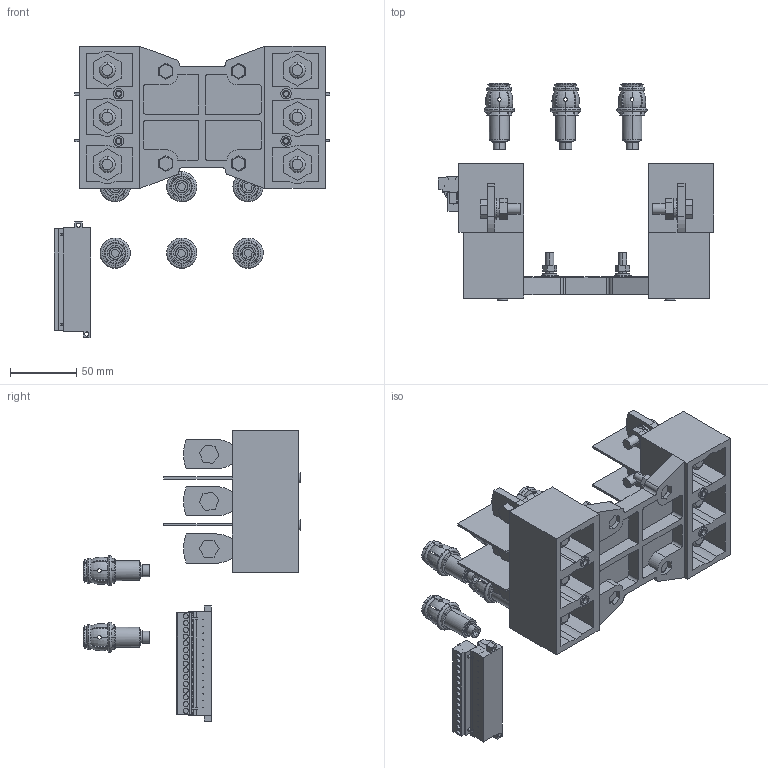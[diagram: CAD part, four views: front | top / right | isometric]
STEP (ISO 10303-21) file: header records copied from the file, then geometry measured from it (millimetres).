
FILE_DESCRIPTION (( 'STEP AP203' ), '1' );
FILE_NAME ('mccb99m-250-pin-3r.ÃÌ Ïàíåëü âòû÷íàÿ äëÿ ÂÀ-99Ì 250 çàäíåãî ïðèñîåäèíåíèÿ EKF.STEP', '2024-12-26T09:53:49', ( '' ), ( '' ), 'SwSTEP 2.0', 'SolidWorks 2021', '' );
FILE_SCHEMA (( 'CONFIG_CONTROL_DESIGN' ));
Length unit declared in the file: millimetre
Products named in the file (8): mccb99m-250-pin-3r.ÃÌ Ïàíåëü âòû÷íàÿ äëÿ ÂÀ-99Ì 250 çàäíåãî ïðèñîåäèíåíèÿ EKF; Êîïèÿ Äîï2^mccb99m-250-pin-3r.ÃÌ Ïàíåëü âòû÷íàÿ äëÿ ÂÀ-99Ì 250 çàäíåãî ïðèñîåäèíåíèÿ EKF; Êîïèÿ 58105^Êîïèÿ Äîï2_mccb99m-250-pin-3r.ÃÌ Ïàíåëü âòû÷íàÿ äëÿ ÂÀ-99Ì 250 çàäíåãî ïðèñîåäèíåíèÿ EKF; Êîïèÿ mvstbu_2.5-15-gb-5.08.stp^Êîïèÿ 38079.stp_Êîïèÿ 38079_Êîïèÿ Äîï2_mccb99m-250-pin-3r.ÃÌ Ïàíåëü âòû÷íàÿ äëÿ ÂÀ-99Ì 250 çàäíåãî ïðèñîåäèíåíèÿ EKF; Êîïèÿ 38079^Êîïèÿ Äîï2_mccb99m-250-pin-3r.ÃÌ Ïàíåëü âòû÷íàÿ äëÿ ÂÀ-99Ì 250 çàäíåãî ïðèñîåäèíåíèÿ EKF; Êîïèÿ Äîï1^mccb99m-250-pin-3r.ÃÌ Ïàíåëü âòû÷íàÿ äëÿ ÂÀ-99Ì 250 çàäíåãî ïðèñîåäèíåíèÿ EKF_00; Êîïèÿ mccb99m-250-pin-3r.ÃÌ Ïàíåëü âòû÷íàÿ äëÿ ÂÀ-99Ì 250 çàäíåãî ïðèñîåäèíåíèÿ EKF^mccb99m-250-pin-3r.ÃÌ Ïàíåëü âòû÷íàÿ äëÿ ÂÀ-99Ì 250 çàäíåãî ïðèñîåäèíåíèÿ EKF_00; Êîïèÿ 38079.stp^Êîïèÿ 38079_Êîïèÿ Äîï2_mccb99m-250-pin-3r.ÃÌ Ïàíåëü âòû÷íàÿ äëÿ ÂÀ-99Ì 250 çàäíåãî ïðèñîåäèíåíèÿ EKF
Assembly tree (12 placements, depth 5):
  mccb99m-250-pin-3r.ÃÌ Ïàíåëü âòû÷íàÿ äëÿ ÂÀ-99Ì 250 çàäíåãî ïðèñîåäèíåíèÿ EKF
    Êîïèÿ mccb99m-250-pin-3r.ÃÌ Ïàíåëü âòû÷íàÿ äëÿ ÂÀ-99Ì 250 çàäíåãî ïðèñîåäèíåíèÿ EKF^mccb99m-250-pin-3r.ÃÌ Ïàíåëü âòû÷íàÿ äëÿ ÂÀ-99Ì 250 çàäíåãî ïðèñîåäèíåíèÿ EKF_00
    Êîïèÿ Äîï2^mccb99m-250-pin-3r.ÃÌ Ïàíåëü âòû÷íàÿ äëÿ ÂÀ-99Ì 250 çàäíåãî ïðèñîåäèíåíèÿ EKF
      Êîïèÿ 58105^Êîïèÿ Äîï2_mccb99m-250-pin-3r.ÃÌ Ïàíåëü âòû÷íàÿ äëÿ ÂÀ-99Ì 250 çàäíåãî ïðèñîåäèíåíèÿ EKF
      Êîïèÿ 38079^Êîïèÿ Äîï2_mccb99m-250-pin-3r.ÃÌ Ïàíåëü âòû÷íàÿ äëÿ ÂÀ-99Ì 250 çàäíåãî ïðèñîåäèíåíèÿ EKF
        Êîïèÿ 38079.stp^Êîïèÿ 38079_Êîïèÿ Äîï2_mccb99m-250-pin-3r.ÃÌ Ïàíåëü âòû÷íàÿ äëÿ ÂÀ-99Ì 250 çàäíåãî ïðèñîåäèíåíèÿ EKF
          Êîïèÿ mvstbu_2.5-15-gb-5.08.stp^Êîïèÿ 38079.stp_Êîïèÿ 38079_Êîïèÿ Äîï2_mccb99m-250-pin-3r.ÃÌ Ïàíåëü âòû÷íàÿ äëÿ ÂÀ-99Ì 250 çàäíåãî ïðèñîåäèíåíèÿ EKF
    Êîïèÿ Äîï1^mccb99m-250-pin-3r.ÃÌ Ïàíåëü âòû÷íàÿ äëÿ ÂÀ-99Ì 250 çàäíåãî ïðèñîåäèíåíèÿ EKF_00  x6
Bounding box: 207.52 x 163.35 x 219.3 mm (x, y, z)
Volume: 508600.6 mm3; surface area: 202952.1 mm2
Topology: 9 solids, 15 shells, 2684 faces, 7071 edges, 4592 vertices
Faces by surface type: plane 1534, cylinder 680, cone 276, torus 156, sphere 38
Entity records: 66147 total; most frequent: CARTESIAN_POINT 12688, DIRECTION 11061, ORIENTED_EDGE 10682, EDGE_CURVE 5341, VECTOR 3697, LINE 3697, AXIS2_PLACEMENT_3D 3682, VERTEX_POINT 3462
